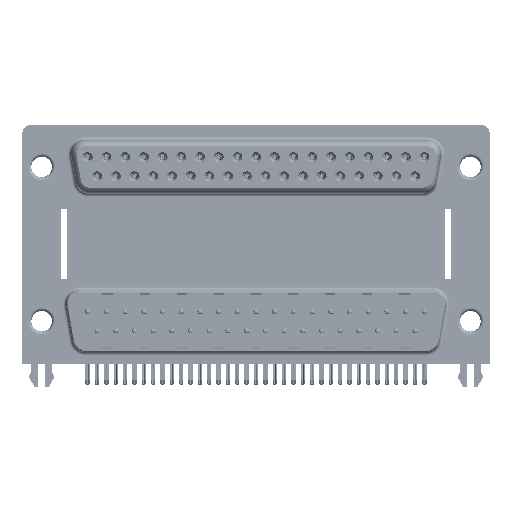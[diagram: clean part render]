
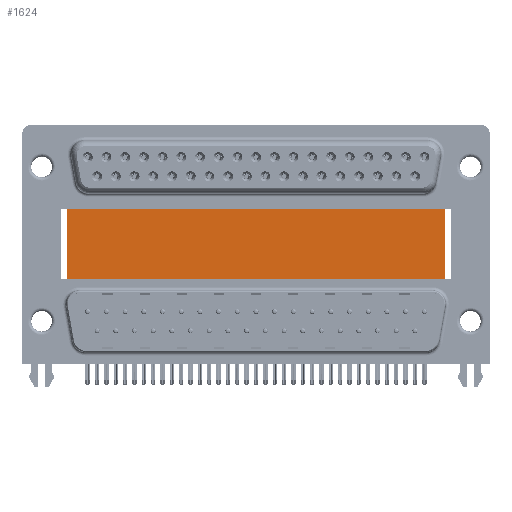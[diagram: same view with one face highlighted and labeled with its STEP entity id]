
A CAD part, top view. The second image highlights one B-rep face of the part: STEP entity #1624.
In plain terms, the highlighted planar face has unit normal (0, 0, 1).
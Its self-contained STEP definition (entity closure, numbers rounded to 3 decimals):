
#82 = DIRECTION ( 'NONE',  ( 1., 0., 0. ) ) ;
#422 = LINE ( 'NONE', #35500, #42920 ) ;
#1624 = ADVANCED_FACE ( 'NONE', ( #2322 ), #59371, .F. ) ;
#1629 = LINE ( 'NONE', #18104, #44016 ) ;
#2322 = FACE_OUTER_BOUND ( 'NONE', #14738, .T. ) ;
#9059 = EDGE_CURVE ( 'NONE', #52167, #47821, #46015, .T. ) ;
#9222 = CARTESIAN_POINT ( 'NONE',  ( 3.79, -3.735, -12. ) ) ;
#9953 = AXIS2_PLACEMENT_3D ( 'NONE', #50040, #28116, #29107 ) ;
#11305 = LINE ( 'NONE', #27442, #22707 ) ;
#12845 = VERTEX_POINT ( 'NONE', #51998 ) ;
#14286 = CARTESIAN_POINT ( 'NONE',  ( 59.71, 16.585, -12. ) ) ;
#14738 = EDGE_LOOP ( 'NONE', ( #25278, #51999, #48660, #17644 ) ) ;
#15306 = VERTEX_POINT ( 'NONE', #14286 ) ;
#16282 = EDGE_CURVE ( 'NONE', #12845, #52167, #1629, .T. ) ;
#17644 = ORIENTED_EDGE ( 'NONE', *, *, #16282, .T. ) ;
#18104 = CARTESIAN_POINT ( 'NONE',  ( 3.79, 16.585, -12. ) ) ;
#20952 = CARTESIAN_POINT ( 'NONE',  ( 3.79, -3.735, -12. ) ) ;
#22707 = VECTOR ( 'NONE', #64507, 1000. ) ;
#25088 = DIRECTION ( 'NONE',  ( 1., 0., 0. ) ) ;
#25278 = ORIENTED_EDGE ( 'NONE', *, *, #9059, .T. ) ;
#27442 = CARTESIAN_POINT ( 'NONE',  ( 59.71, 16.585, -12. ) ) ;
#27570 = EDGE_CURVE ( 'NONE', #15306, #47821, #11305, .T. ) ;
#28116 = DIRECTION ( 'NONE',  ( 0., 0., -1. ) ) ;
#29107 = DIRECTION ( 'NONE',  ( -1., 0., 0. ) ) ;
#34737 = VECTOR ( 'NONE', #25088, 1000. ) ;
#35500 = CARTESIAN_POINT ( 'NONE',  ( 3.79, 16.585, -12. ) ) ;
#42920 = VECTOR ( 'NONE', #82, 1000. ) ;
#44016 = VECTOR ( 'NONE', #60331, 1000. ) ;
#46015 = LINE ( 'NONE', #20952, #34737 ) ;
#47821 = VERTEX_POINT ( 'NONE', #62398 ) ;
#48660 = ORIENTED_EDGE ( 'NONE', *, *, #59443, .F. ) ;
#50040 = CARTESIAN_POINT ( 'NONE',  ( 3.79, 16.585, -12. ) ) ;
#51998 = CARTESIAN_POINT ( 'NONE',  ( 3.79, 16.585, -12. ) ) ;
#51999 = ORIENTED_EDGE ( 'NONE', *, *, #27570, .F. ) ;
#52167 = VERTEX_POINT ( 'NONE', #9222 ) ;
#59371 = PLANE ( 'NONE',  #9953 ) ;
#59443 = EDGE_CURVE ( 'NONE', #12845, #15306, #422, .T. ) ;
#60331 = DIRECTION ( 'NONE',  ( 0., -1., 0. ) ) ;
#62398 = CARTESIAN_POINT ( 'NONE',  ( 59.71, -3.735, -12. ) ) ;
#64507 = DIRECTION ( 'NONE',  ( 0., -1., 0. ) ) ;
